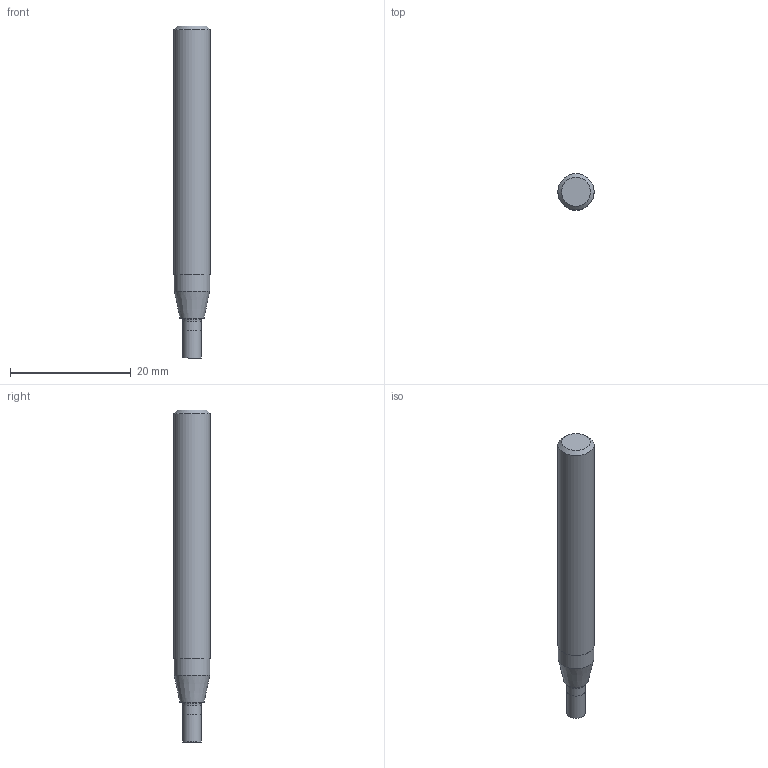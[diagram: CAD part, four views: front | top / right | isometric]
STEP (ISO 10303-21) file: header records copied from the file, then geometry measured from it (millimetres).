
FILE_DESCRIPTION (( 'STEP AP203' ), '1' );
FILE_NAME ('384656.step', '2022-01-11T10:23:09', ( '' ), ( '' ), 'SwSTEP 2.0', 'SolidWorks 2019', '' );
FILE_SCHEMA (( 'CONFIG_CONTROL_DESIGN' ));
Length unit declared in the file: millimetre
Products named in the file (1): 384656
Bounding box: 6 x 6 x 55 mm (x, y, z)
Volume: 1370.3 mm3; surface area: 1008.7 mm2
Topology: 2 solids, 2 shells, 14 faces, 20 edges, 12 vertices
Faces by surface type: plane 6, cylinder 4, cone 3, torus 1
Full cylindrical faces by diameter (mm): 3 x2, 5.9 x1, 6 x1
Entity records: 339 total; most frequent: DIRECTION 54, CARTESIAN_POINT 39, AXIS2_PLACEMENT_3D 27, EDGE_LOOP 24, ORIENTED_EDGE 24, FACE_OUTER_BOUND 19, ADVANCED_FACE 14, VERTEX_POINT 12
